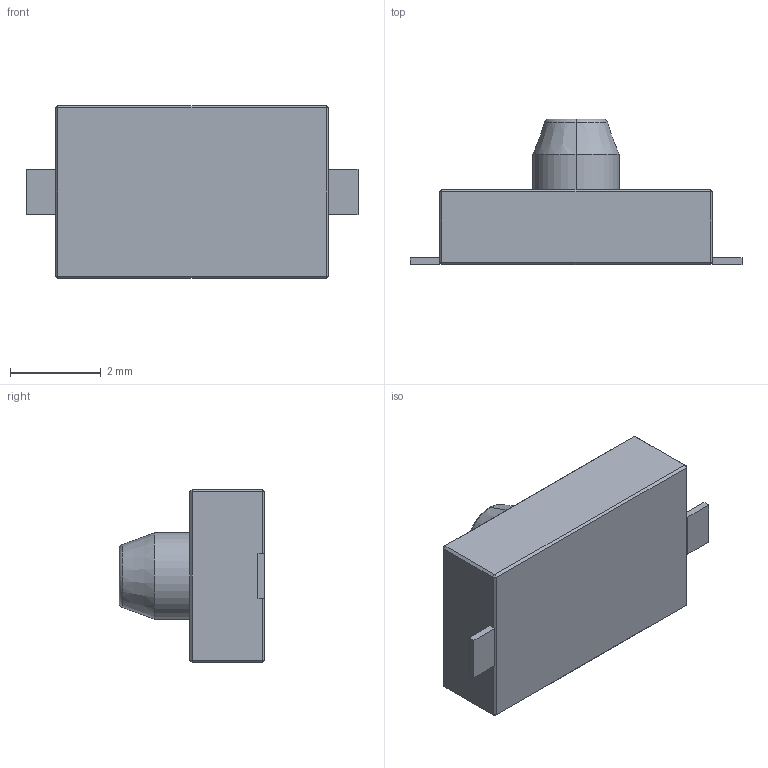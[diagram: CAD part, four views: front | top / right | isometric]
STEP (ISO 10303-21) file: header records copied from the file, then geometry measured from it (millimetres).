
FILE_DESCRIPTION (( 'STEP AP203' ), '1' );
FILE_NAME ('SwitchModel.STEP', '2020-01-22T21:37:59', ( '' ), ( '' ), 'SwSTEP 2.0', 'SolidWorks 2018', '' );
FILE_SCHEMA (( 'CONFIG_CONTROL_DESIGN' ));
Length unit declared in the file: millimetre
Products named in the file (1): SwitchModel
Bounding box: 7.3 x 3.2 x 3.8 mm (x, y, z)
Volume: 41.6 mm3; surface area: 93.2 mm2
Topology: 4 solids, 4 shells, 46 faces, 86 edges, 48 vertices
Faces by surface type: plane 40, torus 2, cone 2, cylinder 2
Entity records: 1167 total; most frequent: DIRECTION 190, CARTESIAN_POINT 181, ORIENTED_EDGE 172, EDGE_CURVE 86, VECTOR 76, LINE 76, AXIS2_PLACEMENT_3D 57, VERTEX_POINT 48
